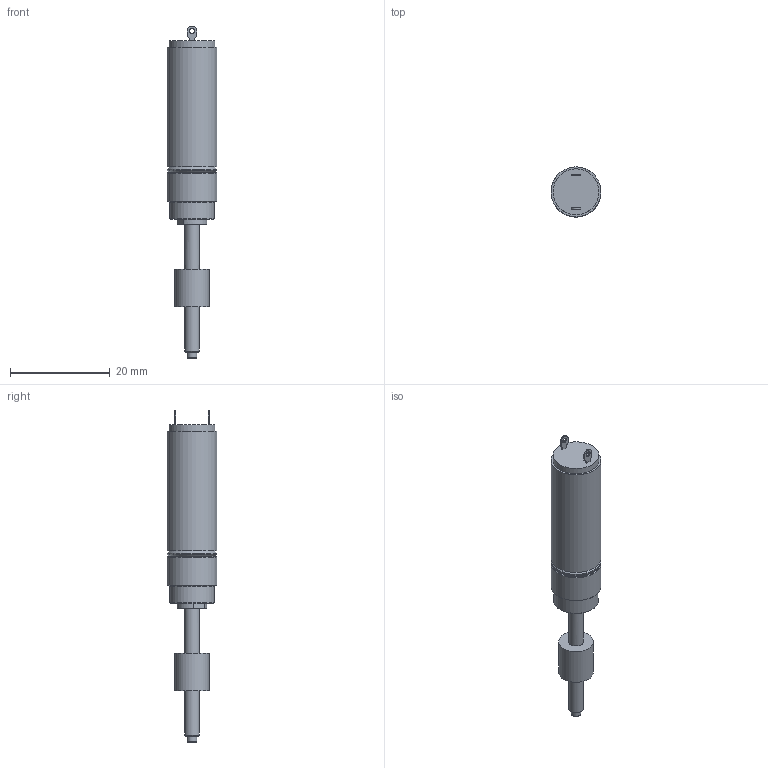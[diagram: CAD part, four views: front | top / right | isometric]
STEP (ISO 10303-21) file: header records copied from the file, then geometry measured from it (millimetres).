
FILE_DESCRIPTION(/* description */ ('X-Axis mit X-Lageranordnung und 2. Messtelle auf der Spindel, Datum 02.09.2020'),/* implementation_level */ '2;1');
FILE_NAME(/* name */ '20200902_Entwurf-X-Axis-120836_model.stp',/* time_stamp */ '2020-09-02T08:07:39+02:00',/* author */ ('SD'),/* organization */ ('Micromotion GmbH Germany'),/* preprocessor_version */ 'ST-DEVELOPER v17.2',/* originating_system */ 'Autodesk Inventor 2019',/* authorisation */ '');
FILE_SCHEMA (('AUTOMOTIVE_DESIGN { 1 0 10303 214 3 1 1 }'));
Length unit declared in the file: millimetre
Products named in the file (1): 20200902_Entwurf-X-Axis-120836
Bounding box: 10 x 10 x 66.45 mm (x, y, z)
Volume: 3034.1 mm3; surface area: 2035.6 mm2
Topology: 1 solids, 1 shells, 83 faces, 210 edges, 146 vertices
Faces by surface type: plane 37, cylinder 26, cone 16, torus 4
Full cylindrical faces by diameter (mm): 1 x2, 2 x1, 3 x2, 4.3 x1, 4.5 x1, 5 x1, 6 x1, 6.2 x1, 7 x1, 8 x1, 9 x1, 9.1 x1, 9.2 x1, 10 x3
Entity records: 2777 total; most frequent: DIRECTION 484, CARTESIAN_POINT 464, ORIENTED_EDGE 420, EDGE_CURVE 210, AXIS2_PLACEMENT_3D 202, VERTEX_POINT 146, CIRCLE 118, EDGE_LOOP 104
